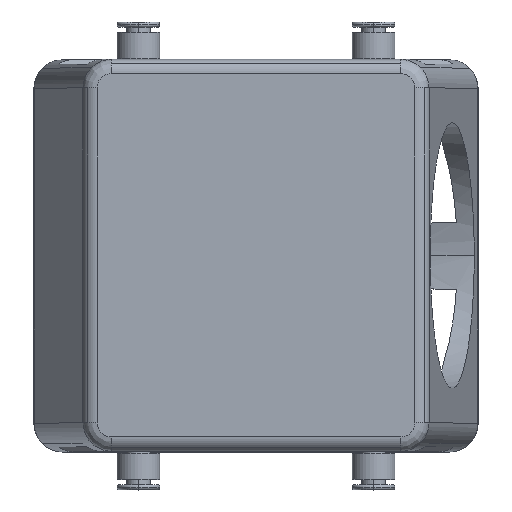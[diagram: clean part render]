
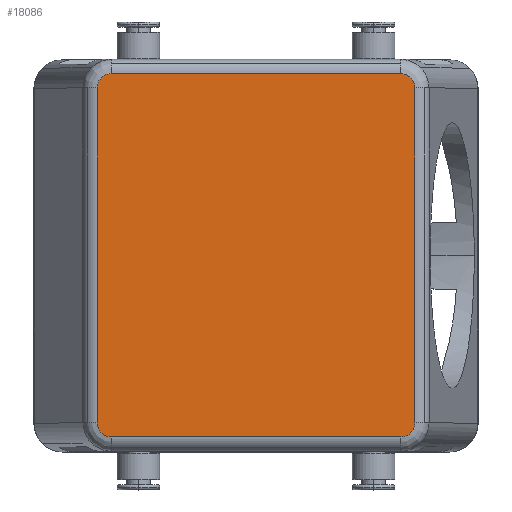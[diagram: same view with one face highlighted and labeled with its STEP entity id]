
A CAD part, top view. The second image highlights one B-rep face of the part: STEP entity #18086.
In plain terms, the highlighted planar face has unit normal (0, 0, 1).
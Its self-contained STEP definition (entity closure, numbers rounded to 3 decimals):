
#841=CARTESIAN_POINT('',(-33.462,-35.25,94.0));
#842=VERTEX_POINT('',#841);
#850=CARTESIAN_POINT('',(-33.462,35.25,94.0));
#851=VERTEX_POINT('',#850);
#852=CARTESIAN_POINT('',(-33.462,-35.25,94.0));
#853=DIRECTION('',(0.0,1.0,0.0));
#854=VECTOR('',#853,70.5);
#855=LINE('',#852,#854);
#856=EDGE_CURVE('',#842,#851,#855,.T.);
#17501=CARTESIAN_POINT('',(30.42,-38.25,94.0));
#17502=VERTEX_POINT('',#17501);
#17510=CARTESIAN_POINT('',(-30.42,-38.25,94.0));
#17511=VERTEX_POINT('',#17510);
#17512=CARTESIAN_POINT('',(30.42,-38.25,94.0));
#17513=DIRECTION('',(-1.0,0.0,0.0));
#17514=VECTOR('',#17513,60.84);
#17515=LINE('',#17512,#17514);
#17516=EDGE_CURVE('',#17502,#17511,#17515,.T.);
#17621=CARTESIAN_POINT('',(-30.42,-35.25,94.0));
#17622=DIRECTION('',(0.0,0.0,-1.0));
#17623=DIRECTION('',(-1.0,0.0,0.0));
#17624=AXIS2_PLACEMENT_3D('',#17621,#17622,#17623);
#17625=ELLIPSE('',#17624,3.042,3.0);
#17626=EDGE_CURVE('',#17511,#842,#17625,.T.);
#17713=CARTESIAN_POINT('',(33.462,-35.25,94.0));
#17714=VERTEX_POINT('',#17713);
#17722=CARTESIAN_POINT('',(30.42,-35.25,94.0));
#17723=DIRECTION('',(0.0,0.0,-1.0));
#17724=DIRECTION('',(1.0,0.0,0.0));
#17725=AXIS2_PLACEMENT_3D('',#17722,#17723,#17724);
#17726=ELLIPSE('',#17725,3.042,3.0);
#17727=EDGE_CURVE('',#17714,#17502,#17726,.T.);
#17773=CARTESIAN_POINT('',(33.462,35.25,94.0));
#17774=VERTEX_POINT('',#17773);
#17782=CARTESIAN_POINT('',(33.462,35.25,94.0));
#17783=DIRECTION('',(0.0,-1.0,0.0));
#17784=VECTOR('',#17783,70.5);
#17785=LINE('',#17782,#17784);
#17786=EDGE_CURVE('',#17774,#17714,#17785,.T.);
#17873=CARTESIAN_POINT('',(-30.42,38.25,94.0));
#17874=VERTEX_POINT('',#17873);
#17893=CARTESIAN_POINT('',(-30.42,35.25,94.0));
#17894=DIRECTION('',(0.0,0.0,-1.0));
#17895=DIRECTION('',(-1.0,0.0,0.0));
#17896=AXIS2_PLACEMENT_3D('',#17893,#17894,#17895);
#17897=ELLIPSE('',#17896,3.042,3.0);
#17898=EDGE_CURVE('',#851,#17874,#17897,.T.);
#17985=CARTESIAN_POINT('',(30.42,38.25,94.0));
#17986=VERTEX_POINT('',#17985);
#17994=CARTESIAN_POINT('',(30.42,35.25,94.0));
#17995=DIRECTION('',(0.0,0.0,-1.0));
#17996=DIRECTION('',(1.0,0.0,0.0));
#17997=AXIS2_PLACEMENT_3D('',#17994,#17995,#17996);
#17998=ELLIPSE('',#17997,3.042,3.0);
#17999=EDGE_CURVE('',#17986,#17774,#17998,.T.);
#18015=CARTESIAN_POINT('',(-30.42,38.25,94.0));
#18016=DIRECTION('',(1.0,0.0,0.0));
#18017=VECTOR('',#18016,60.84);
#18018=LINE('',#18015,#18017);
#18019=EDGE_CURVE('',#17874,#17986,#18018,.T.);
#18071=CARTESIAN_POINT('',(36.0,0.0,94.0));
#18072=DIRECTION('',(0.0,0.0,1.0));
#18073=DIRECTION('',(1.0,0.0,0.0));
#18074=AXIS2_PLACEMENT_3D('',#18071,#18072,#18073);
#18075=PLANE('',#18074);
#18076=ORIENTED_EDGE('',*,*,#17516,.F.);
#18077=ORIENTED_EDGE('',*,*,#17727,.F.);
#18078=ORIENTED_EDGE('',*,*,#17786,.F.);
#18079=ORIENTED_EDGE('',*,*,#17999,.F.);
#18080=ORIENTED_EDGE('',*,*,#18019,.F.);
#18081=ORIENTED_EDGE('',*,*,#17898,.F.);
#18082=ORIENTED_EDGE('',*,*,#856,.F.);
#18083=ORIENTED_EDGE('',*,*,#17626,.F.);
#18084=EDGE_LOOP('',(#18076,#18077,#18078,#18079,#18080,#18081,#18082,#18083));
#18085=FACE_OUTER_BOUND('',#18084,.T.);
#18086=ADVANCED_FACE('',(#18085),#18075,.T.);
